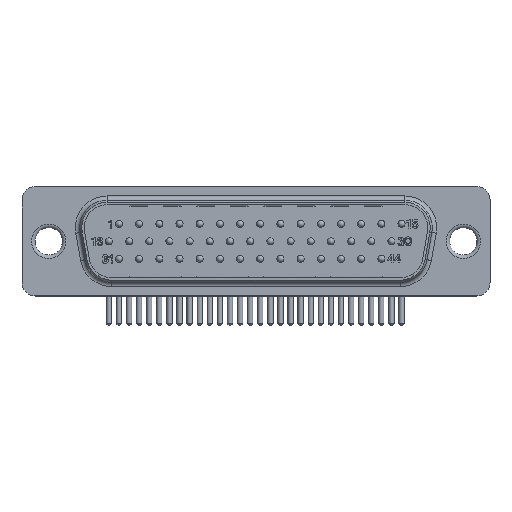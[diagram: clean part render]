
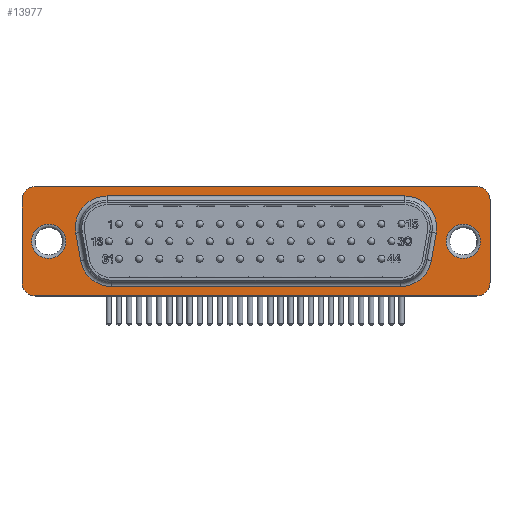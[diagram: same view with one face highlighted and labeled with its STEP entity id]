
A CAD part, top view. The second image highlights one B-rep face of the part: STEP entity #13977.
In plain terms, the highlighted face is planar.
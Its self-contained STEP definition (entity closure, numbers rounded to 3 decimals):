
#910=CIRCLE('',#15440,1.95);
#911=CIRCLE('',#15442,1.5);
#912=CIRCLE('',#15443,1.5);
#913=CIRCLE('',#15444,1.5);
#914=CIRCLE('',#15445,1.5);
#915=CIRCLE('',#15446,1.95);
#916=CIRCLE('',#15447,3.6);
#917=CIRCLE('',#15448,3.6);
#918=CIRCLE('',#15449,3.6);
#919=CIRCLE('',#15450,3.6);
#1818=FACE_BOUND('',#6523,.T.);
#1819=FACE_BOUND('',#6524,.T.);
#1820=FACE_BOUND('',#6525,.T.);
#2540=LINE('',#26090,#3546);
#2541=LINE('',#26094,#3547);
#2542=LINE('',#26098,#3548);
#2543=LINE('',#26101,#3549);
#2544=LINE('',#26106,#3550);
#2545=LINE('',#26110,#3551);
#2546=LINE('',#26114,#3552);
#2547=LINE('',#26118,#3553);
#3546=VECTOR('',#18931,50.1);
#3547=VECTOR('',#18934,9.4);
#3548=VECTOR('',#18937,50.1);
#3549=VECTOR('',#18940,9.4);
#3550=VECTOR('',#18943,32.707);
#3551=VECTOR('',#18946,3.148);
#3552=VECTOR('',#18949,33.8);
#3553=VECTOR('',#18952,3.148);
#4231=PLANE('',#15441);
#5074=FACE_OUTER_BOUND('',#6522,.T.);
#6522=EDGE_LOOP('',(#12432,#12433,#12434,#12435,#12436,#12437,#12438,#12439));
#6523=EDGE_LOOP('',(#12440));
#6524=EDGE_LOOP('',(#12441,#12442,#12443,#12444,#12445,#12446,#12447,#12448));
#6525=EDGE_LOOP('',(#12449));
#7822=VERTEX_POINT('',#26083);
#7823=VERTEX_POINT('',#26086);
#7824=VERTEX_POINT('',#26087);
#7825=VERTEX_POINT('',#26089);
#7826=VERTEX_POINT('',#26091);
#7827=VERTEX_POINT('',#26093);
#7828=VERTEX_POINT('',#26095);
#7829=VERTEX_POINT('',#26097);
#7830=VERTEX_POINT('',#26099);
#7831=VERTEX_POINT('',#26102);
#7832=VERTEX_POINT('',#26104);
#7833=VERTEX_POINT('',#26105);
#7834=VERTEX_POINT('',#26107);
#7835=VERTEX_POINT('',#26109);
#7836=VERTEX_POINT('',#26111);
#7837=VERTEX_POINT('',#26113);
#7838=VERTEX_POINT('',#26115);
#7839=VERTEX_POINT('',#26117);
#9402=EDGE_CURVE('',#7822,#7822,#910,.T.);
#9403=EDGE_CURVE('',#7823,#7824,#911,.T.);
#9404=EDGE_CURVE('',#7825,#7823,#2540,.T.);
#9405=EDGE_CURVE('',#7826,#7825,#912,.T.);
#9406=EDGE_CURVE('',#7827,#7826,#2541,.T.);
#9407=EDGE_CURVE('',#7828,#7827,#913,.T.);
#9408=EDGE_CURVE('',#7829,#7828,#2542,.T.);
#9409=EDGE_CURVE('',#7830,#7829,#914,.T.);
#9410=EDGE_CURVE('',#7824,#7830,#2543,.T.);
#9411=EDGE_CURVE('',#7831,#7831,#915,.T.);
#9412=EDGE_CURVE('',#7832,#7833,#2544,.T.);
#9413=EDGE_CURVE('',#7834,#7832,#916,.T.);
#9414=EDGE_CURVE('',#7835,#7834,#2545,.T.);
#9415=EDGE_CURVE('',#7836,#7835,#917,.T.);
#9416=EDGE_CURVE('',#7837,#7836,#2546,.T.);
#9417=EDGE_CURVE('',#7838,#7837,#918,.T.);
#9418=EDGE_CURVE('',#7839,#7838,#2547,.T.);
#9419=EDGE_CURVE('',#7833,#7839,#919,.T.);
#12432=ORIENTED_EDGE('',*,*,#9403,.F.);
#12433=ORIENTED_EDGE('',*,*,#9404,.F.);
#12434=ORIENTED_EDGE('',*,*,#9405,.F.);
#12435=ORIENTED_EDGE('',*,*,#9406,.F.);
#12436=ORIENTED_EDGE('',*,*,#9407,.F.);
#12437=ORIENTED_EDGE('',*,*,#9408,.F.);
#12438=ORIENTED_EDGE('',*,*,#9409,.F.);
#12439=ORIENTED_EDGE('',*,*,#9410,.F.);
#12440=ORIENTED_EDGE('',*,*,#9411,.F.);
#12441=ORIENTED_EDGE('',*,*,#9412,.F.);
#12442=ORIENTED_EDGE('',*,*,#9413,.F.);
#12443=ORIENTED_EDGE('',*,*,#9414,.F.);
#12444=ORIENTED_EDGE('',*,*,#9415,.F.);
#12445=ORIENTED_EDGE('',*,*,#9416,.F.);
#12446=ORIENTED_EDGE('',*,*,#9417,.F.);
#12447=ORIENTED_EDGE('',*,*,#9418,.F.);
#12448=ORIENTED_EDGE('',*,*,#9419,.F.);
#12449=ORIENTED_EDGE('',*,*,#9402,.F.);
#13977=ADVANCED_FACE('',(#5074,#1818,#1819,#1820),#4231,.F.);
#15440=AXIS2_PLACEMENT_3D('',#26084,#18925,#18926);
#15441=AXIS2_PLACEMENT_3D('',#26085,#18927,#18928);
#15442=AXIS2_PLACEMENT_3D('',#26088,#18929,#18930);
#15443=AXIS2_PLACEMENT_3D('',#26092,#18932,#18933);
#15444=AXIS2_PLACEMENT_3D('',#26096,#18935,#18936);
#15445=AXIS2_PLACEMENT_3D('',#26100,#18938,#18939);
#15446=AXIS2_PLACEMENT_3D('',#26103,#18941,#18942);
#15447=AXIS2_PLACEMENT_3D('',#26108,#18944,#18945);
#15448=AXIS2_PLACEMENT_3D('',#26112,#18947,#18948);
#15449=AXIS2_PLACEMENT_3D('',#26116,#18950,#18951);
#15450=AXIS2_PLACEMENT_3D('',#26119,#18953,#18954);
#18925=DIRECTION('center_axis',(0.,0.,-1.));
#18926=DIRECTION('ref_axis',(-1.,0.,0.));
#18927=DIRECTION('center_axis',(0.,0.,1.));
#18928=DIRECTION('ref_axis',(1.,0.,0.));
#18929=DIRECTION('center_axis',(0.,0.,1.));
#18930=DIRECTION('ref_axis',(-0.707,0.707,0.));
#18931=DIRECTION('',(-1.,0.,0.));
#18932=DIRECTION('center_axis',(0.,0.,1.));
#18933=DIRECTION('ref_axis',(0.707,0.707,0.));
#18934=DIRECTION('',(0.,1.,0.));
#18935=DIRECTION('center_axis',(0.,0.,1.));
#18936=DIRECTION('ref_axis',(0.707,-0.707,0.));
#18937=DIRECTION('',(1.,0.,0.));
#18938=DIRECTION('center_axis',(0.,0.,1.));
#18939=DIRECTION('ref_axis',(-0.707,-0.707,0.));
#18940=DIRECTION('',(0.,-1.,0.));
#18941=DIRECTION('center_axis',(0.,0.,-1.));
#18942=DIRECTION('ref_axis',(-1.,0.,0.));
#18943=DIRECTION('',(-1.,0.,0.));
#18944=DIRECTION('center_axis',(0.,0.,-1.));
#18945=DIRECTION('ref_axis',(0.643,-0.766,0.));
#18946=DIRECTION('',(-0.174,-0.985,0.));
#18947=DIRECTION('center_axis',(0.,0.,-1.));
#18948=DIRECTION('ref_axis',(0.766,0.643,0.));
#18949=DIRECTION('',(1.,0.,0.));
#18950=DIRECTION('center_axis',(0.,0.,-1.));
#18951=DIRECTION('ref_axis',(-0.766,0.643,0.));
#18952=DIRECTION('',(-0.174,0.985,0.));
#18953=DIRECTION('center_axis',(0.,0.,-1.));
#18954=DIRECTION('ref_axis',(-0.643,-0.766,0.));
#26083=CARTESIAN_POINT('',(25.47,0.,-0.5));
#26084=CARTESIAN_POINT('Origin',(23.52,0.,-0.5));
#26085=CARTESIAN_POINT('Origin',(13.54,0.021,-0.5));
#26086=CARTESIAN_POINT('',(-25.05,6.2,-0.5));
#26087=CARTESIAN_POINT('',(-26.55,4.7,-0.5));
#26088=CARTESIAN_POINT('Origin',(-25.05,4.7,-0.5));
#26089=CARTESIAN_POINT('',(25.05,6.2,-0.5));
#26090=CARTESIAN_POINT('',(26.55,6.2,-0.5));
#26091=CARTESIAN_POINT('',(26.55,4.7,-0.5));
#26092=CARTESIAN_POINT('Origin',(25.05,4.7,-0.5));
#26093=CARTESIAN_POINT('',(26.55,-4.7,-0.5));
#26094=CARTESIAN_POINT('',(26.55,-6.2,-0.5));
#26095=CARTESIAN_POINT('',(25.05,-6.2,-0.5));
#26096=CARTESIAN_POINT('Origin',(25.05,-4.7,-0.5));
#26097=CARTESIAN_POINT('',(-25.05,-6.2,-0.5));
#26098=CARTESIAN_POINT('',(-26.55,-6.2,-0.5));
#26099=CARTESIAN_POINT('',(-26.55,-4.7,-0.5));
#26100=CARTESIAN_POINT('Origin',(-25.05,-4.7,-0.5));
#26101=CARTESIAN_POINT('',(-26.55,6.2,-0.5));
#26102=CARTESIAN_POINT('',(-21.57,0.,-0.5));
#26103=CARTESIAN_POINT('Origin',(-23.52,0.,-0.5));
#26104=CARTESIAN_POINT('',(16.353,-5.15,-0.5));
#26105=CARTESIAN_POINT('',(-16.353,-5.15,-0.5));
#26106=CARTESIAN_POINT('',(6.77,-5.15,-0.5));
#26107=CARTESIAN_POINT('',(19.899,-2.175,-0.5));
#26108=CARTESIAN_POINT('Origin',(16.353,-1.55,-0.5));
#26109=CARTESIAN_POINT('',(20.445,0.925,-0.5));
#26110=CARTESIAN_POINT('',(19.991,-1.654,-0.5));
#26111=CARTESIAN_POINT('',(16.9,5.15,-0.5));
#26112=CARTESIAN_POINT('Origin',(16.9,1.55,-0.5));
#26113=CARTESIAN_POINT('',(-16.9,5.15,-0.5));
#26114=CARTESIAN_POINT('',(6.77,5.15,-0.5));
#26115=CARTESIAN_POINT('',(-20.445,0.925,-0.5));
#26116=CARTESIAN_POINT('Origin',(-16.9,1.55,-0.5));
#26117=CARTESIAN_POINT('',(-19.899,-2.175,-0.5));
#26118=CARTESIAN_POINT('',(-19.856,-2.419,-0.5));
#26119=CARTESIAN_POINT('Origin',(-16.353,-1.55,-0.5));
